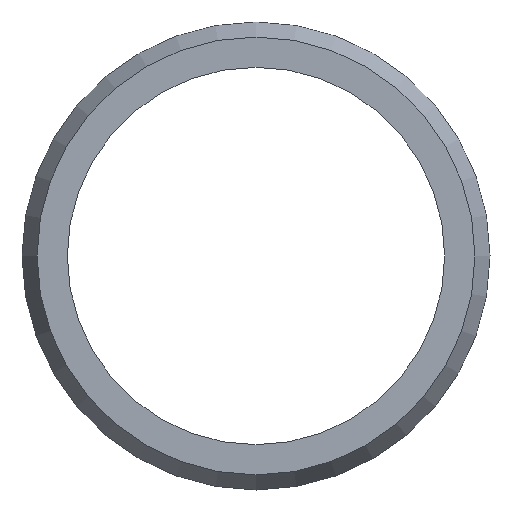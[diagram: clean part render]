
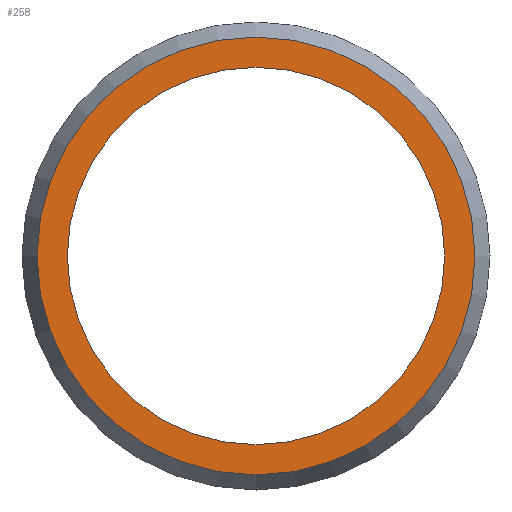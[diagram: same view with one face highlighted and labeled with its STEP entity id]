
A CAD part, front view. The second image highlights one B-rep face of the part: STEP entity #258.
In plain terms, the highlighted planar face has unit normal (0, -1, 0).
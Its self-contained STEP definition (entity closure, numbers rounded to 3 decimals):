
#118=CARTESIAN_POINT('POINT7',(-72.5,0.,0.));
#119=VERTEX_POINT('VERTEX7',#118);
#126=CARTESIAN_POINT('POINT8',(72.5,0.,0.)
   );
#127=VERTEX_POINT('VERTEX8',#126);
#128=CARTESIAN_POINT('POS16',(0.,0.,0.))
   ;
#129=DIRECTION('DIR26',(0.,-1.,0.));
#130=DIRECTION('DIR27',(1.,0.,0.));
#131=AXIS2_PLACEMENT_3D('AXIS11',#128,#129,#130);
#132=CIRCLE('ELLIPSE7',#131,72.5);
#133=EDGE_CURVE('EDGE12',#127,#119,#132,.T.);
#149=CARTESIAN_POINT('POS19',(0.,0.,0.))
   ;
#150=DIRECTION('DIR31',(0.,1.,0.));
#151=DIRECTION('DIR32',(1.,0.,0.));
#152=AXIS2_PLACEMENT_3D('AXIS13',#149,#150,#151);
#153=CIRCLE('ELLIPSE8',#152,72.5);
#154=EDGE_CURVE('EDGE14',#127,#119,#153,.T.);
#229=ORIENTED_EDGE('COEDGE33',*,*,#154,.F.);
#230=ORIENTED_EDGE('COEDGE34',*,*,#133,.T.);
#231=EDGE_LOOP('NONE',(#229,#230));
#232=FACE_BOUND('LOOP1',#231,.T.);
#233=CARTESIAN_POINT('POINT13',(62.5,0.,0.));
#234=VERTEX_POINT('VERTEX13',#233);
#235=CARTESIAN_POINT('POINT14',(-62.5,0.,0.));
#236=VERTEX_POINT('VERTEX14',#235);
#237=CARTESIAN_POINT('POS28',(0.,0.,0.));
#238=DIRECTION('DIR47',(0.,-1.,0.));
#239=DIRECTION('DIR48',(1.,0.,0.));
#240=AXIS2_PLACEMENT_3D('AXIS20',#237,#238,#239);
#241=CIRCLE('ELLIPSE12',#240,62.5);
#242=EDGE_CURVE('EDGE20',#234,#236,#241,.T.);
#243=ORIENTED_EDGE('COEDGE35',*,*,#242,.F.);
#244=CARTESIAN_POINT('POS29',(0.,0.,0.));
#245=DIRECTION('DIR49',(0.,1.,0.));
#246=DIRECTION('DIR50',(1.,0.,0.));
#247=AXIS2_PLACEMENT_3D('AXIS21',#244,#245,#246);
#248=CIRCLE('ELLIPSE13',#247,62.5);
#249=EDGE_CURVE('EDGE21',#234,#236,#248,.T.);
#250=ORIENTED_EDGE('COEDGE36',*,*,#249,.T.);
#251=EDGE_LOOP('NONE',(#243,#250));
#252=FACE_BOUND('LOOP1',#251,.T.);
#253=CARTESIAN_POINT('POS30',(0.,0.,0.));
#254=DIRECTION('DIR51',(0.,-1.,0.));
#255=DIRECTION('DIR52',(1.,0.,0.));
#256=AXIS2_PLACEMENT_3D('AXIS22',#253,#254,#255);
#257=PLANE('PLANE2',#256);
#258=ADVANCED_FACE('FACE9',(#232,#252),#257,.T.);
